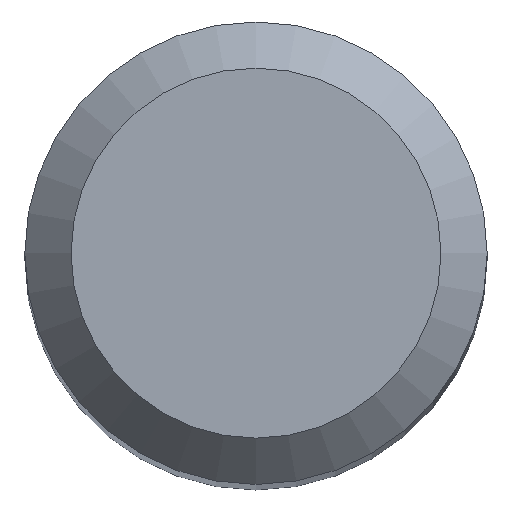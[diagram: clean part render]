
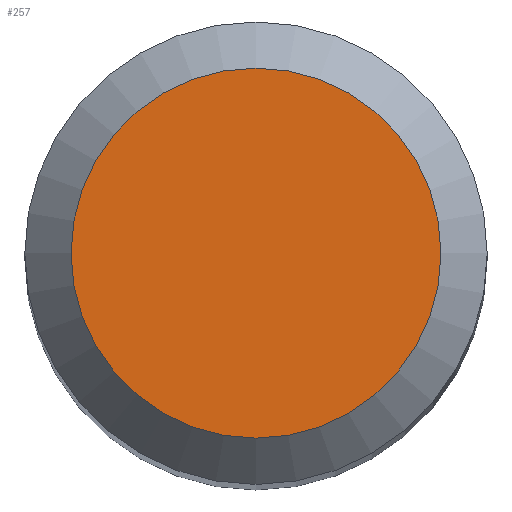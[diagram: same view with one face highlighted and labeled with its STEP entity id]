
A CAD part, top view. The second image highlights one B-rep face of the part: STEP entity #257.
In plain terms, the highlighted planar face has unit normal (0, 0, 1).
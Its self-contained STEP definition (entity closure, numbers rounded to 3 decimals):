
#36 = PLANE ( 'NONE',  #283 ) ;
#40 = CARTESIAN_POINT ( 'NONE',  ( 0., 1.2, 38. ) ) ;
#75 = DIRECTION ( 'NONE',  ( 0., 0., -1. ) ) ;
#91 = EDGE_CURVE ( 'NONE', #140, #140, #93, .T. ) ;
#93 = CIRCLE ( 'NONE', #115, 1.2 ) ;
#111 = DIRECTION ( 'NONE',  ( 0., 0., -1. ) ) ;
#114 = CARTESIAN_POINT ( 'NONE',  ( 0., 0., 38. ) ) ;
#115 = AXIS2_PLACEMENT_3D ( 'NONE', #170, #75, #172 ) ;
#140 = VERTEX_POINT ( 'NONE', #40 ) ;
#162 = ORIENTED_EDGE ( 'NONE', *, *, #91, .F. ) ;
#170 = CARTESIAN_POINT ( 'NONE',  ( 0., 0., 38. ) ) ;
#172 = DIRECTION ( 'NONE',  ( 0., 1., 0. ) ) ;
#184 = FACE_OUTER_BOUND ( 'NONE', #297, .T. ) ;
#202 = DIRECTION ( 'NONE',  ( 0., 1., 0. ) ) ;
#257 = ADVANCED_FACE ( 'NONE', ( #184 ), #36, .F. ) ;
#283 = AXIS2_PLACEMENT_3D ( 'NONE', #114, #111, #202 ) ;
#297 = EDGE_LOOP ( 'NONE', ( #162 ) ) ;
